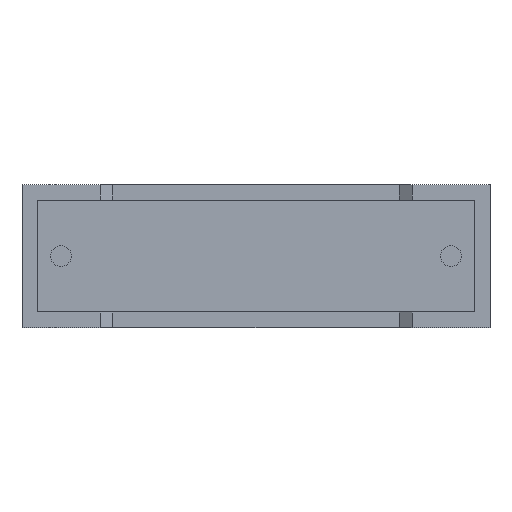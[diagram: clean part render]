
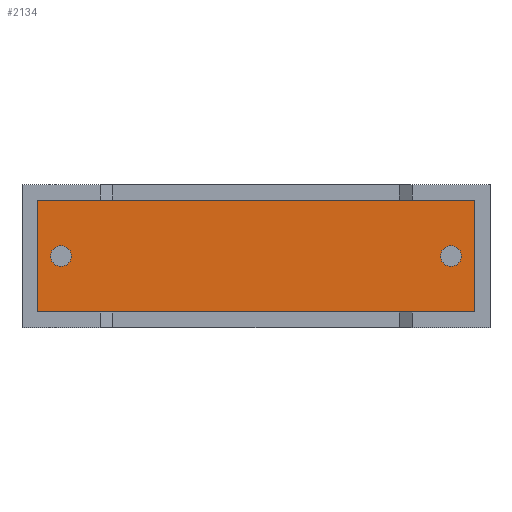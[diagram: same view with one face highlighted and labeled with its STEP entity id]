
A CAD part, front view. The second image highlights one B-rep face of the part: STEP entity #2134.
In plain terms, the highlighted planar face has unit normal (0, -1, 0).
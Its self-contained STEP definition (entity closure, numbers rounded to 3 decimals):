
#52 = DIRECTION ( 'NONE',  ( 1., 0., 0. ) ) ;
#53 = VECTOR ( 'NONE', #1715, 1000. ) ;
#93 = LINE ( 'NONE', #264, #2249 ) ;
#233 = VERTEX_POINT ( 'NONE', #506 ) ;
#244 = EDGE_CURVE ( 'NONE', #1915, #1631, #93, .T. ) ;
#255 = AXIS2_PLACEMENT_3D ( 'NONE', #429, #1158, #719 ) ;
#263 = LINE ( 'NONE', #1887, #2181 ) ;
#264 = CARTESIAN_POINT ( 'NONE',  ( 0.6, 0.75, 0.6 ) ) ;
#301 = EDGE_CURVE ( 'NONE', #1631, #931, #1813, .T. ) ;
#376 = CARTESIAN_POINT ( 'NONE',  ( 1.5, 0.75, 2.35 ) ) ;
#416 = CARTESIAN_POINT ( 'NONE',  ( 0., 0.75, 0. ) ) ;
#429 = CARTESIAN_POINT ( 'NONE',  ( 1.5, 0.75, 2.75 ) ) ;
#495 = CARTESIAN_POINT ( 'NONE',  ( 16.5, 0.75, 3.15 ) ) ;
#506 = CARTESIAN_POINT ( 'NONE',  ( 16.5, 0.75, 2.35 ) ) ;
#517 = EDGE_CURVE ( 'NONE', #1105, #233, #1183, .T. ) ;
#614 = CARTESIAN_POINT ( 'NONE',  ( 17.4, 0.75, 4.9 ) ) ;
#636 = CIRCLE ( 'NONE', #1023, 0.4 ) ;
#654 = DIRECTION ( 'NONE',  ( 0., -1., 0. ) ) ;
#673 = CARTESIAN_POINT ( 'NONE',  ( 17.4, 0.75, 0.6 ) ) ;
#719 = DIRECTION ( 'NONE',  ( 0., 0., -1. ) ) ;
#744 = DIRECTION ( 'NONE',  ( 0., -1., 0. ) ) ;
#793 = EDGE_CURVE ( 'NONE', #233, #1105, #636, .T. ) ;
#895 = ORIENTED_EDGE ( 'NONE', *, *, #2550, .F. ) ;
#897 = EDGE_LOOP ( 'NONE', ( #2465, #2736, #2539, #2759 ) ) ;
#910 = DIRECTION ( 'NONE',  ( 0., 0., -1. ) ) ;
#931 = VERTEX_POINT ( 'NONE', #614 ) ;
#984 = FACE_OUTER_BOUND ( 'NONE', #897, .T. ) ;
#1023 = AXIS2_PLACEMENT_3D ( 'NONE', #1461, #744, #1254 ) ;
#1086 = AXIS2_PLACEMENT_3D ( 'NONE', #416, #654, #910 ) ;
#1105 = VERTEX_POINT ( 'NONE', #495 ) ;
#1106 = DIRECTION ( 'NONE',  ( 0., 0., -1. ) ) ;
#1109 = VERTEX_POINT ( 'NONE', #1407 ) ;
#1158 = DIRECTION ( 'NONE',  ( 0., -1., 0. ) ) ;
#1183 = CIRCLE ( 'NONE', #2552, 0.4 ) ;
#1226 = AXIS2_PLACEMENT_3D ( 'NONE', #2248, #2039, #1106 ) ;
#1254 = DIRECTION ( 'NONE',  ( 0., 0., -1. ) ) ;
#1337 = EDGE_CURVE ( 'NONE', #931, #1109, #1427, .T. ) ;
#1404 = EDGE_LOOP ( 'NONE', ( #1835, #2420 ) ) ;
#1407 = CARTESIAN_POINT ( 'NONE',  ( 0.6, 0.75, 4.9 ) ) ;
#1427 = LINE ( 'NONE', #3060, #1832 ) ;
#1461 = CARTESIAN_POINT ( 'NONE',  ( 16.5, 0.75, 2.75 ) ) ;
#1470 = VERTEX_POINT ( 'NONE', #376 ) ;
#1544 = FACE_BOUND ( 'NONE', #1404, .T. ) ;
#1584 = PLANE ( 'NONE',  #1086 ) ;
#1625 = EDGE_LOOP ( 'NONE', ( #2563, #895 ) ) ;
#1631 = VERTEX_POINT ( 'NONE', #673 ) ;
#1642 = CARTESIAN_POINT ( 'NONE',  ( 16.5, 0.75, 2.75 ) ) ;
#1666 = EDGE_CURVE ( 'NONE', #2058, #1470, #2270, .T. ) ;
#1715 = DIRECTION ( 'NONE',  ( 0., 0., 1. ) ) ;
#1813 = LINE ( 'NONE', #1954, #53 ) ;
#1832 = VECTOR ( 'NONE', #2368, 1000. ) ;
#1835 = ORIENTED_EDGE ( 'NONE', *, *, #517, .F. ) ;
#1887 = CARTESIAN_POINT ( 'NONE',  ( 0.6, 0.75, 4.9 ) ) ;
#1915 = VERTEX_POINT ( 'NONE', #2894 ) ;
#1954 = CARTESIAN_POINT ( 'NONE',  ( 17.4, 0.75, 0.6 ) ) ;
#2039 = DIRECTION ( 'NONE',  ( 0., -1., 0. ) ) ;
#2058 = VERTEX_POINT ( 'NONE', #2733 ) ;
#2069 = DIRECTION ( 'NONE',  ( 0., 0., -1. ) ) ;
#2103 = DIRECTION ( 'NONE',  ( 0., 0., -1. ) ) ;
#2134 = ADVANCED_FACE ( 'NONE', ( #1544, #984, #2804 ), #1584, .T. ) ;
#2145 = DIRECTION ( 'NONE',  ( 0., -1., 0. ) ) ;
#2181 = VECTOR ( 'NONE', #2069, 1000. ) ;
#2248 = CARTESIAN_POINT ( 'NONE',  ( 1.5, 0.75, 2.75 ) ) ;
#2249 = VECTOR ( 'NONE', #52, 1000. ) ;
#2270 = CIRCLE ( 'NONE', #255, 0.4 ) ;
#2368 = DIRECTION ( 'NONE',  ( -1., 0., 0. ) ) ;
#2420 = ORIENTED_EDGE ( 'NONE', *, *, #793, .F. ) ;
#2465 = ORIENTED_EDGE ( 'NONE', *, *, #2523, .T. ) ;
#2523 = EDGE_CURVE ( 'NONE', #1109, #1915, #263, .T. ) ;
#2539 = ORIENTED_EDGE ( 'NONE', *, *, #301, .T. ) ;
#2550 = EDGE_CURVE ( 'NONE', #1470, #2058, #2704, .T. ) ;
#2552 = AXIS2_PLACEMENT_3D ( 'NONE', #1642, #2145, #2103 ) ;
#2563 = ORIENTED_EDGE ( 'NONE', *, *, #1666, .F. ) ;
#2704 = CIRCLE ( 'NONE', #1226, 0.4 ) ;
#2733 = CARTESIAN_POINT ( 'NONE',  ( 1.5, 0.75, 3.15 ) ) ;
#2736 = ORIENTED_EDGE ( 'NONE', *, *, #244, .T. ) ;
#2759 = ORIENTED_EDGE ( 'NONE', *, *, #1337, .T. ) ;
#2804 = FACE_BOUND ( 'NONE', #1625, .T. ) ;
#2894 = CARTESIAN_POINT ( 'NONE',  ( 0.6, 0.75, 0.6 ) ) ;
#3060 = CARTESIAN_POINT ( 'NONE',  ( 17.4, 0.75, 4.9 ) ) ;
